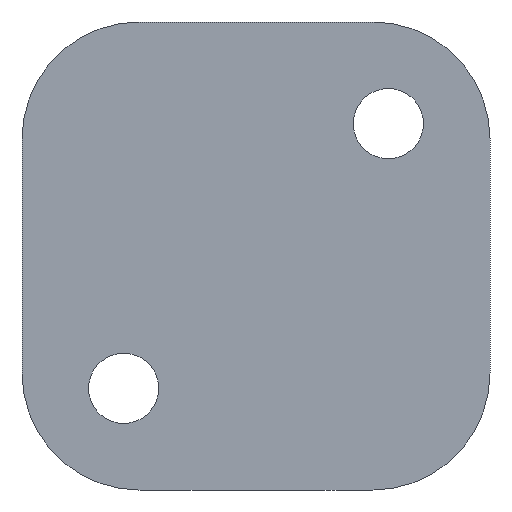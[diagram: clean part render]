
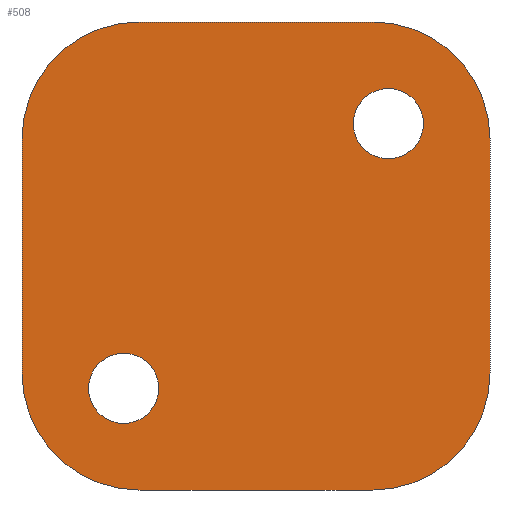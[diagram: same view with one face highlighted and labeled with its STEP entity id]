
A CAD part, front view. The second image highlights one B-rep face of the part: STEP entity #508.
In plain terms, the highlighted planar face has unit normal (0, -1, 0).
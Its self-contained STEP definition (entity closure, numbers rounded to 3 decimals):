
#7 = CIRCLE ( 'NONE', #620, 1.5 ) ;
#12 = EDGE_CURVE ( 'NONE', #894, #118, #525, .T. ) ;
#22 = DIRECTION ( 'NONE',  ( 0., -1., 0. ) ) ;
#33 = ORIENTED_EDGE ( 'NONE', *, *, #734, .F. ) ;
#49 = AXIS2_PLACEMENT_3D ( 'NONE', #485, #1004, #756 ) ;
#52 = VECTOR ( 'NONE', #617, 1000. ) ;
#58 = DIRECTION ( 'NONE',  ( 0., 0., -1. ) ) ;
#59 = CARTESIAN_POINT ( 'NONE',  ( 10., 0., 10. ) ) ;
#74 = EDGE_CURVE ( 'NONE', #969, #1086, #233, .T. ) ;
#100 = CARTESIAN_POINT ( 'NONE',  ( -10., 0., 10. ) ) ;
#111 = CARTESIAN_POINT ( 'NONE',  ( 5., 0., 10. ) ) ;
#118 = VERTEX_POINT ( 'NONE', #465 ) ;
#121 = EDGE_CURVE ( 'NONE', #480, #830, #950, .T. ) ;
#127 = ORIENTED_EDGE ( 'NONE', *, *, #1070, .T. ) ;
#148 = EDGE_CURVE ( 'NONE', #170, #514, #401, .T. ) ;
#159 = AXIS2_PLACEMENT_3D ( 'NONE', #190, #918, #548 ) ;
#162 = CARTESIAN_POINT ( 'NONE',  ( -5.657, 0., -4.157 ) ) ;
#170 = VERTEX_POINT ( 'NONE', #327 ) ;
#190 = CARTESIAN_POINT ( 'NONE',  ( -5., 0., 5. ) ) ;
#199 = VERTEX_POINT ( 'NONE', #750 ) ;
#200 = DIRECTION ( 'NONE',  ( 0., -1., 0. ) ) ;
#209 = VERTEX_POINT ( 'NONE', #662 ) ;
#233 = CIRCLE ( 'NONE', #326, 1.5 ) ;
#250 = EDGE_LOOP ( 'NONE', ( #861, #397 ) ) ;
#252 = DIRECTION ( 'NONE',  ( 0., -1., 0. ) ) ;
#263 = EDGE_LOOP ( 'NONE', ( #1042, #1072 ) ) ;
#268 = CARTESIAN_POINT ( 'NONE',  ( -5.657, 0., -5.657 ) ) ;
#269 = VERTEX_POINT ( 'NONE', #1117 ) ;
#275 = ORIENTED_EDGE ( 'NONE', *, *, #630, .F. ) ;
#277 = DIRECTION ( 'NONE',  ( 0., 0., -1. ) ) ;
#290 = FACE_BOUND ( 'NONE', #263, .T. ) ;
#296 = CARTESIAN_POINT ( 'NONE',  ( -5., 0., 10. ) ) ;
#302 = AXIS2_PLACEMENT_3D ( 'NONE', #871, #1028, #762 ) ;
#326 = AXIS2_PLACEMENT_3D ( 'NONE', #450, #357, #715 ) ;
#327 = CARTESIAN_POINT ( 'NONE',  ( 10., 0., 5. ) ) ;
#345 = EDGE_LOOP ( 'NONE', ( #753, #562, #758, #127, #275, #907, #33, #551 ) ) ;
#357 = DIRECTION ( 'NONE',  ( 0., -1., 0. ) ) ;
#377 = CARTESIAN_POINT ( 'NONE',  ( -10., 0., 5. ) ) ;
#382 = VERTEX_POINT ( 'NONE', #162 ) ;
#389 = CARTESIAN_POINT ( 'NONE',  ( -5.657, 0., -5.657 ) ) ;
#397 = ORIENTED_EDGE ( 'NONE', *, *, #432, .F. ) ;
#401 = CIRCLE ( 'NONE', #302, 5. ) ;
#417 = DIRECTION ( 'NONE',  ( 0., 0., -1. ) ) ;
#432 = EDGE_CURVE ( 'NONE', #1086, #969, #619, .T. ) ;
#439 = DIRECTION ( 'NONE',  ( 0., 0., -1. ) ) ;
#444 = EDGE_CURVE ( 'NONE', #269, #830, #1112, .T. ) ;
#450 = CARTESIAN_POINT ( 'NONE',  ( 5.657, 0., 5.657 ) ) ;
#458 = AXIS2_PLACEMENT_3D ( 'NONE', #953, #579, #773 ) ;
#465 = CARTESIAN_POINT ( 'NONE',  ( -5., 0., -10. ) ) ;
#480 = VERTEX_POINT ( 'NONE', #296 ) ;
#485 = CARTESIAN_POINT ( 'NONE',  ( 5.657, 0., 5.657 ) ) ;
#493 = DIRECTION ( 'NONE',  ( 0., -1., 0. ) ) ;
#501 = LINE ( 'NONE', #59, #761 ) ;
#504 = CARTESIAN_POINT ( 'NONE',  ( 5.657, 0., 7.157 ) ) ;
#508 = ADVANCED_FACE ( 'NONE', ( #577, #290, #571 ), #550, .T. ) ;
#514 = VERTEX_POINT ( 'NONE', #111 ) ;
#525 = LINE ( 'NONE', #1073, #52 ) ;
#526 = LINE ( 'NONE', #100, #564 ) ;
#548 = DIRECTION ( 'NONE',  ( 0., 0., -1. ) ) ;
#550 = PLANE ( 'NONE',  #659 ) ;
#551 = ORIENTED_EDGE ( 'NONE', *, *, #121, .T. ) ;
#560 = DIRECTION ( 'NONE',  ( 0., 0., 1. ) ) ;
#562 = ORIENTED_EDGE ( 'NONE', *, *, #986, .T. ) ;
#564 = VECTOR ( 'NONE', #1065, 1000. ) ;
#571 = FACE_OUTER_BOUND ( 'NONE', #345, .T. ) ;
#577 = FACE_BOUND ( 'NONE', #250, .T. ) ;
#579 = DIRECTION ( 'NONE',  ( 0., -1., 0. ) ) ;
#586 = VECTOR ( 'NONE', #560, 1000. ) ;
#604 = AXIS2_PLACEMENT_3D ( 'NONE', #268, #252, #439 ) ;
#617 = DIRECTION ( 'NONE',  ( -1., 0., 0. ) ) ;
#619 = CIRCLE ( 'NONE', #49, 1.5 ) ;
#620 = AXIS2_PLACEMENT_3D ( 'NONE', #389, #200, #1111 ) ;
#630 = EDGE_CURVE ( 'NONE', #170, #199, #501, .T. ) ;
#659 = AXIS2_PLACEMENT_3D ( 'NONE', #943, #22, #277 ) ;
#662 = CARTESIAN_POINT ( 'NONE',  ( -5.657, 0., -7.157 ) ) ;
#677 = CARTESIAN_POINT ( 'NONE',  ( 5.657, 0., 4.157 ) ) ;
#715 = DIRECTION ( 'NONE',  ( 0., 0., -1. ) ) ;
#721 = EDGE_CURVE ( 'NONE', #209, #382, #1078, .T. ) ;
#734 = EDGE_CURVE ( 'NONE', #480, #514, #526, .T. ) ;
#740 = CIRCLE ( 'NONE', #952, 5. ) ;
#745 = CARTESIAN_POINT ( 'NONE',  ( -10., 0., 10. ) ) ;
#750 = CARTESIAN_POINT ( 'NONE',  ( 10., 0., -5. ) ) ;
#753 = ORIENTED_EDGE ( 'NONE', *, *, #444, .F. ) ;
#756 = DIRECTION ( 'NONE',  ( 0., 0., -1. ) ) ;
#758 = ORIENTED_EDGE ( 'NONE', *, *, #12, .F. ) ;
#761 = VECTOR ( 'NONE', #417, 1000. ) ;
#762 = DIRECTION ( 'NONE',  ( 0., 0., -1. ) ) ;
#773 = DIRECTION ( 'NONE',  ( 0., 0., -1. ) ) ;
#809 = CIRCLE ( 'NONE', #458, 5. ) ;
#830 = VERTEX_POINT ( 'NONE', #377 ) ;
#861 = ORIENTED_EDGE ( 'NONE', *, *, #74, .F. ) ;
#871 = CARTESIAN_POINT ( 'NONE',  ( 5., 0., 5. ) ) ;
#894 = VERTEX_POINT ( 'NONE', #1020 ) ;
#907 = ORIENTED_EDGE ( 'NONE', *, *, #148, .T. ) ;
#918 = DIRECTION ( 'NONE',  ( 0., -1., 0. ) ) ;
#940 = CARTESIAN_POINT ( 'NONE',  ( 5., 0., -5. ) ) ;
#942 = EDGE_CURVE ( 'NONE', #382, #209, #7, .T. ) ;
#943 = CARTESIAN_POINT ( 'NONE',  ( 0., 0., 0. ) ) ;
#950 = CIRCLE ( 'NONE', #159, 5. ) ;
#952 = AXIS2_PLACEMENT_3D ( 'NONE', #940, #493, #58 ) ;
#953 = CARTESIAN_POINT ( 'NONE',  ( -5., 0., -5. ) ) ;
#969 = VERTEX_POINT ( 'NONE', #504 ) ;
#986 = EDGE_CURVE ( 'NONE', #269, #118, #809, .T. ) ;
#1004 = DIRECTION ( 'NONE',  ( 0., -1., 0. ) ) ;
#1020 = CARTESIAN_POINT ( 'NONE',  ( 5., 0., -10. ) ) ;
#1028 = DIRECTION ( 'NONE',  ( 0., -1., 0. ) ) ;
#1042 = ORIENTED_EDGE ( 'NONE', *, *, #942, .F. ) ;
#1065 = DIRECTION ( 'NONE',  ( 1., 0., 0. ) ) ;
#1070 = EDGE_CURVE ( 'NONE', #894, #199, #740, .T. ) ;
#1072 = ORIENTED_EDGE ( 'NONE', *, *, #721, .F. ) ;
#1073 = CARTESIAN_POINT ( 'NONE',  ( -10., 0., -10. ) ) ;
#1078 = CIRCLE ( 'NONE', #604, 1.5 ) ;
#1086 = VERTEX_POINT ( 'NONE', #677 ) ;
#1111 = DIRECTION ( 'NONE',  ( 0., 0., -1. ) ) ;
#1112 = LINE ( 'NONE', #745, #586 ) ;
#1117 = CARTESIAN_POINT ( 'NONE',  ( -10., 0., -5. ) ) ;
